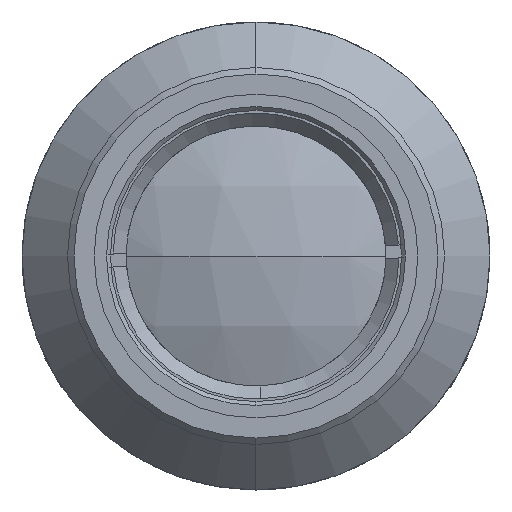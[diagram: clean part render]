
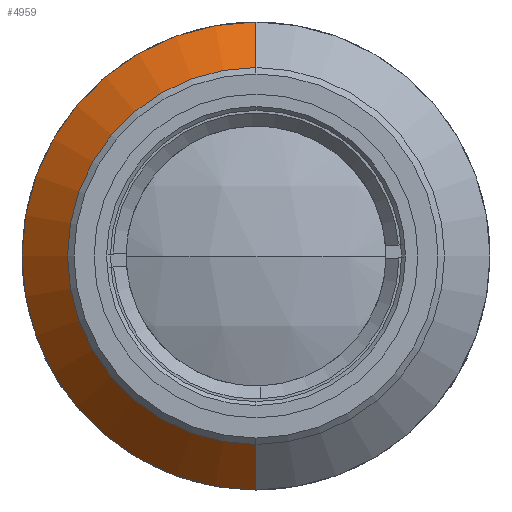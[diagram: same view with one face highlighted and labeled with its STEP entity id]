
A CAD part, left-side view. The second image highlights one B-rep face of the part: STEP entity #4959.
In plain terms, the highlighted conical face has half-angle 45 degrees and reference radius 18 mm.
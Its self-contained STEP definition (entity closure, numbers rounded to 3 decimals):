
#121 = LINE ( 'NONE', #925, #1160 ) ;
#131 = DIRECTION ( 'NONE',  ( 0.707, 0., 0.707 ) ) ;
#734 = VERTEX_POINT ( 'NONE', #4405 ) ;
#768 = CIRCLE ( 'NONE', #3252, 18. ) ;
#922 = AXIS2_PLACEMENT_3D ( 'NONE', #4460, #4106, #1345 ) ;
#925 = CARTESIAN_POINT ( 'NONE',  ( 13.5, 0., 18. ) ) ;
#1133 = EDGE_CURVE ( 'NONE', #1889, #4410, #4241, .T. ) ;
#1160 = VECTOR ( 'NONE', #131, 1000. ) ;
#1260 = DIRECTION ( 'NONE',  ( -1., 0., 0. ) ) ;
#1345 = DIRECTION ( 'NONE',  ( 0., 0., 1. ) ) ;
#1392 = CONICAL_SURFACE ( 'NONE', #4704, 18., 0.785 ) ;
#1465 = EDGE_LOOP ( 'NONE', ( #2383, #2499, #1608, #2095 ) ) ;
#1551 = CARTESIAN_POINT ( 'NONE',  ( 13.5, 0., -18. ) ) ;
#1570 = EDGE_CURVE ( 'NONE', #2297, #734, #768, .T. ) ;
#1608 = ORIENTED_EDGE ( 'NONE', *, *, #1570, .T. ) ;
#1884 = FACE_OUTER_BOUND ( 'NONE', #1465, .T. ) ;
#1889 = VERTEX_POINT ( 'NONE', #4898 ) ;
#1948 = LINE ( 'NONE', #1551, #2890 ) ;
#2095 = ORIENTED_EDGE ( 'NONE', *, *, #2128, .F. ) ;
#2128 = EDGE_CURVE ( 'NONE', #4410, #734, #1948, .T. ) ;
#2297 = VERTEX_POINT ( 'NONE', #3238 ) ;
#2314 = DIRECTION ( 'NONE',  ( 0.707, 0., -0.707 ) ) ;
#2383 = ORIENTED_EDGE ( 'NONE', *, *, #1133, .F. ) ;
#2417 = CARTESIAN_POINT ( 'NONE',  ( 10., 0., -14.5 ) ) ;
#2499 = ORIENTED_EDGE ( 'NONE', *, *, #4403, .T. ) ;
#2890 = VECTOR ( 'NONE', #2314, 1000. ) ;
#3175 = CARTESIAN_POINT ( 'NONE',  ( 13.5, 0., 0. ) ) ;
#3238 = CARTESIAN_POINT ( 'NONE',  ( 13.5, 0., 18. ) ) ;
#3252 = AXIS2_PLACEMENT_3D ( 'NONE', #3175, #1260, #4233 ) ;
#3367 = DIRECTION ( 'NONE',  ( 1., 0., 0. ) ) ;
#3427 = CARTESIAN_POINT ( 'NONE',  ( 13.5, 0., 0. ) ) ;
#3845 = DIRECTION ( 'NONE',  ( 0., 0., -1. ) ) ;
#4106 = DIRECTION ( 'NONE',  ( -1., 0., 0. ) ) ;
#4233 = DIRECTION ( 'NONE',  ( 0., 0., 1. ) ) ;
#4241 = CIRCLE ( 'NONE', #922, 14.5 ) ;
#4403 = EDGE_CURVE ( 'NONE', #1889, #2297, #121, .T. ) ;
#4405 = CARTESIAN_POINT ( 'NONE',  ( 13.5, 0., -18. ) ) ;
#4410 = VERTEX_POINT ( 'NONE', #2417 ) ;
#4460 = CARTESIAN_POINT ( 'NONE',  ( 10., 0., 0. ) ) ;
#4704 = AXIS2_PLACEMENT_3D ( 'NONE', #3427, #3367, #3845 ) ;
#4898 = CARTESIAN_POINT ( 'NONE',  ( 10., 0., 14.5 ) ) ;
#4959 = ADVANCED_FACE ( 'NONE', ( #1884 ), #1392, .T. ) ;
